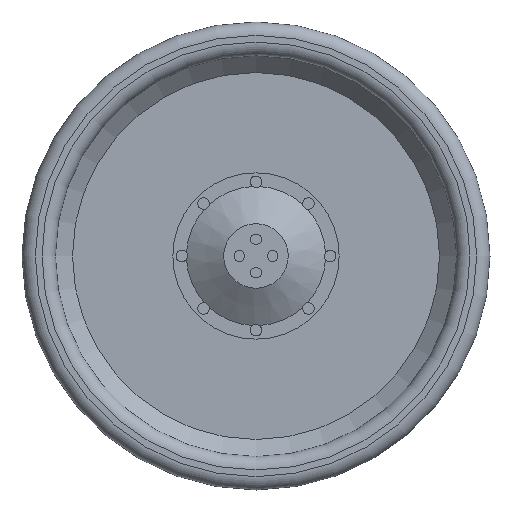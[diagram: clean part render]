
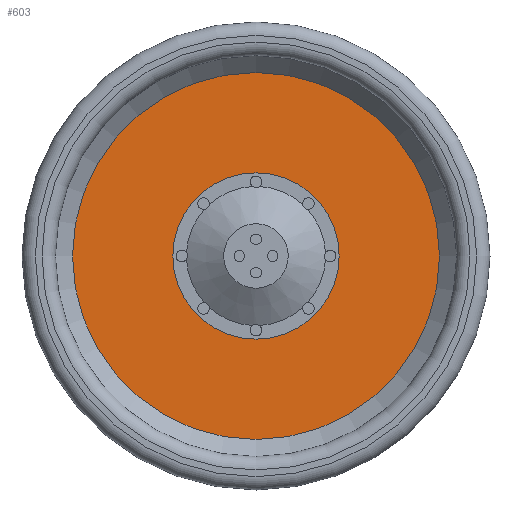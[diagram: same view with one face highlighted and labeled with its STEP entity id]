
A CAD part, front view. The second image highlights one B-rep face of the part: STEP entity #603.
In plain terms, the highlighted planar face has unit normal (0, -1, 0).
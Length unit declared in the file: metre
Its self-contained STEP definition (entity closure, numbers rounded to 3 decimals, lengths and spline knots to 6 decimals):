
#56=PLANE('',#706);
#163=ORIENTED_EDGE('',*,*,#263,.F.);
#164=ORIENTED_EDGE('',*,*,#262,.T.);
#262=EDGE_CURVE('',#323,#323,#378,.T.);
#263=EDGE_CURVE('',#324,#324,#379,.T.);
#323=VERTEX_POINT('',#1105);
#324=VERTEX_POINT('',#1108);
#378=CIRCLE('',#705,0.027448);
#379=CIRCLE('',#707,0.012441);
#440=EDGE_LOOP('',(#163));
#441=EDGE_LOOP('',(#164));
#522=FACE_BOUND('',#440,.T.);
#523=FACE_BOUND('',#441,.T.);
#603=ADVANCED_FACE('',(#522,#523),#56,.F.);
#705=AXIS2_PLACEMENT_3D('',#1104,#881,#882);
#706=AXIS2_PLACEMENT_3D('',#1106,#883,#884);
#707=AXIS2_PLACEMENT_3D('',#1107,#885,#886);
#881=DIRECTION('',(0.,-1.,0.));
#882=DIRECTION('',(0.,0.,-1.));
#883=DIRECTION('',(0.,1.,0.));
#884=DIRECTION('',(0.,0.,1.));
#885=DIRECTION('',(0.,-1.,0.));
#886=DIRECTION('',(0.,0.,-1.));
#1104=CARTESIAN_POINT('',(0.,0.038186,0.));
#1105=CARTESIAN_POINT('',(0.,0.038186,-0.027448));
#1106=CARTESIAN_POINT('',(0.,0.038186,0.019945));
#1107=CARTESIAN_POINT('',(0.,0.038186,0.));
#1108=CARTESIAN_POINT('',(0.,0.038186,-0.012441));
